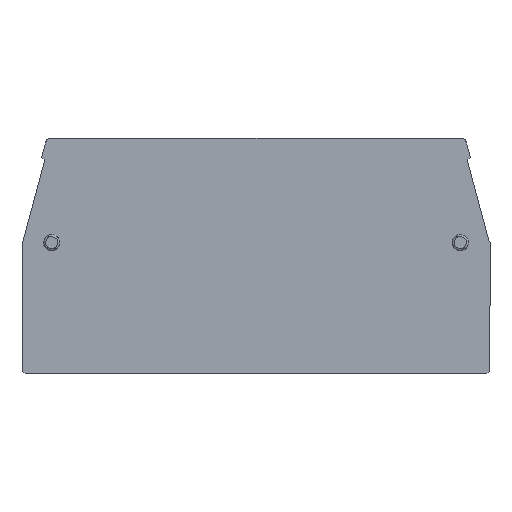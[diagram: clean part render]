
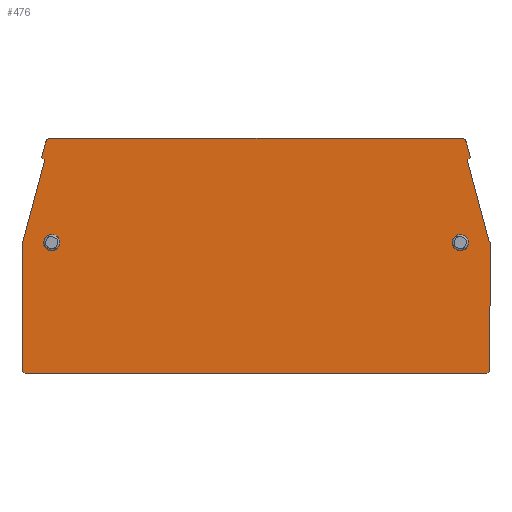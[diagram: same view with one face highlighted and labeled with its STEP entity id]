
A CAD part, left-side view. The second image highlights one B-rep face of the part: STEP entity #476.
In plain terms, the highlighted planar face has unit normal (-1, 0, 0).
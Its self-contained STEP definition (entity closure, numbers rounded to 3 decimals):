
#242=AXIS2_PLACEMENT_3D('Circle Axis2P3D',#240,#241,$) ;
#261=AXIS2_PLACEMENT_3D('Circle Axis2P3D',#259,#260,$) ;
#274=AXIS2_PLACEMENT_3D('Plane Axis2P3D',#271,#272,#273) ;
#287=AXIS2_PLACEMENT_3D('Circle Axis2P3D',#285,#286,$) ;
#301=AXIS2_PLACEMENT_3D('Circle Axis2P3D',#299,#300,$) ;
#329=AXIS2_PLACEMENT_3D('Circle Axis2P3D',#327,#328,$) ;
#343=AXIS2_PLACEMENT_3D('Circle Axis2P3D',#341,#342,$) ;
#371=AXIS2_PLACEMENT_3D('Circle Axis2P3D',#369,#370,$) ;
#385=AXIS2_PLACEMENT_3D('Circle Axis2P3D',#383,#384,$) ;
#413=AXIS2_PLACEMENT_3D('Circle Axis2P3D',#411,#412,$) ;
#427=AXIS2_PLACEMENT_3D('Circle Axis2P3D',#425,#426,$) ;
#456=AXIS2_PLACEMENT_3D('Circle Axis2P3D',#454,#455,$) ;
#465=AXIS2_PLACEMENT_3D('Circle Axis2P3D',#463,#464,$) ;
#237=CARTESIAN_POINT('Vertex',(2.625,3.773,18.143)) ;
#240=CARTESIAN_POINT('Axis2P3D Location',(2.625,4.35,19.2)) ;
#244=CARTESIAN_POINT('Vertex',(2.625,4.927,20.257)) ;
#259=CARTESIAN_POINT('Axis2P3D Location',(2.625,4.35,19.2)) ;
#271=CARTESIAN_POINT('Axis2P3D Location',(2.625,34.25,0.)) ;
#276=CARTESIAN_POINT('Line Origine',(2.625,34.25,34.5)) ;
#280=CARTESIAN_POINT('Vertex',(2.625,4.197,34.5)) ;
#282=CARTESIAN_POINT('Vertex',(2.625,64.303,34.5)) ;
#285=CARTESIAN_POINT('Axis2P3D Location',(2.625,64.303,33.75)) ;
#289=CARTESIAN_POINT('Vertex',(2.625,65.028,33.944)) ;
#292=CARTESIAN_POINT('Line Origine',(2.625,65.317,32.864)) ;
#296=CARTESIAN_POINT('Vertex',(2.625,65.606,31.784)) ;
#299=CARTESIAN_POINT('Axis2P3D Location',(2.625,65.365,31.719)) ;
#303=CARTESIAN_POINT('Vertex',(2.625,65.43,31.478)) ;
#306=CARTESIAN_POINT('Line Origine',(2.625,65.285,31.439)) ;
#310=CARTESIAN_POINT('Vertex',(2.625,65.14,31.4)) ;
#313=CARTESIAN_POINT('Line Origine',(2.625,66.758,25.363)) ;
#317=CARTESIAN_POINT('Vertex',(2.625,68.375,19.326)) ;
#320=CARTESIAN_POINT('Line Origine',(2.625,68.406,19.334)) ;
#324=CARTESIAN_POINT('Vertex',(2.625,68.437,19.343)) ;
#327=CARTESIAN_POINT('Axis2P3D Location',(2.625,68.45,19.294)) ;
#331=CARTESIAN_POINT('Vertex',(2.625,68.5,19.294)) ;
#334=CARTESIAN_POINT('Line Origine',(2.625,68.5,10.022)) ;
#338=CARTESIAN_POINT('Vertex',(2.625,68.5,0.75)) ;
#341=CARTESIAN_POINT('Axis2P3D Location',(2.625,67.75,0.75)) ;
#345=CARTESIAN_POINT('Vertex',(2.625,68.28,0.22)) ;
#348=CARTESIAN_POINT('Line Origine',(2.625,68.17,0.11)) ;
#352=CARTESIAN_POINT('Vertex',(2.625,68.061,0.)) ;
#355=CARTESIAN_POINT('Line Origine',(2.625,34.25,0.)) ;
#359=CARTESIAN_POINT('Vertex',(2.625,0.439,0.)) ;
#362=CARTESIAN_POINT('Line Origine',(2.625,0.33,0.11)) ;
#366=CARTESIAN_POINT('Vertex',(2.625,0.22,0.22)) ;
#369=CARTESIAN_POINT('Axis2P3D Location',(2.625,0.75,0.75)) ;
#373=CARTESIAN_POINT('Vertex',(2.625,0.,0.75)) ;
#376=CARTESIAN_POINT('Line Origine',(2.625,0.,10.022)) ;
#380=CARTESIAN_POINT('Vertex',(2.625,0.,19.294)) ;
#383=CARTESIAN_POINT('Axis2P3D Location',(2.625,0.05,19.294)) ;
#387=CARTESIAN_POINT('Vertex',(2.625,0.063,19.343)) ;
#390=CARTESIAN_POINT('Line Origine',(2.625,0.094,19.334)) ;
#394=CARTESIAN_POINT('Vertex',(2.625,0.125,19.326)) ;
#397=CARTESIAN_POINT('Line Origine',(2.625,1.742,25.363)) ;
#401=CARTESIAN_POINT('Vertex',(2.625,3.36,31.4)) ;
#404=CARTESIAN_POINT('Line Origine',(2.625,3.215,31.439)) ;
#408=CARTESIAN_POINT('Vertex',(2.625,3.07,31.478)) ;
#411=CARTESIAN_POINT('Axis2P3D Location',(2.625,3.135,31.719)) ;
#415=CARTESIAN_POINT('Vertex',(2.625,2.894,31.784)) ;
#418=CARTESIAN_POINT('Line Origine',(2.625,3.183,32.864)) ;
#422=CARTESIAN_POINT('Vertex',(2.625,3.472,33.944)) ;
#425=CARTESIAN_POINT('Axis2P3D Location',(2.625,4.197,33.75)) ;
#454=CARTESIAN_POINT('Axis2P3D Location',(2.625,64.15,19.2)) ;
#458=CARTESIAN_POINT('Vertex',(2.625,64.727,20.257)) ;
#460=CARTESIAN_POINT('Vertex',(2.625,63.573,18.143)) ;
#463=CARTESIAN_POINT('Axis2P3D Location',(2.625,64.15,19.2)) ;
#241=DIRECTION('Axis2P3D Direction',(1.,0.,0.)) ;
#260=DIRECTION('Axis2P3D Direction',(1.,0.,0.)) ;
#272=DIRECTION('Axis2P3D Direction',(1.,0.,0.)) ;
#273=DIRECTION('Axis2P3D XDirection',(0.,1.,0.)) ;
#277=DIRECTION('Vector Direction',(0.,1.,0.)) ;
#286=DIRECTION('Axis2P3D Direction',(1.,0.,0.)) ;
#293=DIRECTION('Vector Direction',(0.,-0.259,0.966)) ;
#300=DIRECTION('Axis2P3D Direction',(1.,0.,0.)) ;
#307=DIRECTION('Vector Direction',(0.,0.966,0.259)) ;
#314=DIRECTION('Vector Direction',(0.,-0.259,0.966)) ;
#321=DIRECTION('Vector Direction',(0.,-0.966,-0.259)) ;
#328=DIRECTION('Axis2P3D Direction',(1.,0.,0.)) ;
#335=DIRECTION('Vector Direction',(0.,0.,1.)) ;
#342=DIRECTION('Axis2P3D Direction',(1.,0.,0.)) ;
#349=DIRECTION('Vector Direction',(0.,0.707,0.707)) ;
#356=DIRECTION('Vector Direction',(0.,1.,0.)) ;
#363=DIRECTION('Vector Direction',(0.,0.707,-0.707)) ;
#370=DIRECTION('Axis2P3D Direction',(1.,0.,0.)) ;
#377=DIRECTION('Vector Direction',(0.,0.,1.)) ;
#384=DIRECTION('Axis2P3D Direction',(1.,0.,0.)) ;
#391=DIRECTION('Vector Direction',(0.,-0.966,0.259)) ;
#398=DIRECTION('Vector Direction',(0.,-0.259,-0.966)) ;
#405=DIRECTION('Vector Direction',(0.,0.966,-0.259)) ;
#412=DIRECTION('Axis2P3D Direction',(1.,0.,0.)) ;
#419=DIRECTION('Vector Direction',(0.,-0.259,-0.966)) ;
#426=DIRECTION('Axis2P3D Direction',(1.,0.,0.)) ;
#455=DIRECTION('Axis2P3D Direction',(1.,0.,0.)) ;
#464=DIRECTION('Axis2P3D Direction',(1.,0.,0.)) ;
#278=VECTOR('Line Direction',#277,1.) ;
#294=VECTOR('Line Direction',#293,1.) ;
#308=VECTOR('Line Direction',#307,1.) ;
#315=VECTOR('Line Direction',#314,1.) ;
#322=VECTOR('Line Direction',#321,1.) ;
#336=VECTOR('Line Direction',#335,1.) ;
#350=VECTOR('Line Direction',#349,1.) ;
#357=VECTOR('Line Direction',#356,1.) ;
#364=VECTOR('Line Direction',#363,1.) ;
#378=VECTOR('Line Direction',#377,1.) ;
#392=VECTOR('Line Direction',#391,1.) ;
#399=VECTOR('Line Direction',#398,1.) ;
#406=VECTOR('Line Direction',#405,1.) ;
#420=VECTOR('Line Direction',#419,1.) ;
#431=ORIENTED_EDGE('',*,*,#284,.T.) ;
#432=ORIENTED_EDGE('',*,*,#291,.T.) ;
#433=ORIENTED_EDGE('',*,*,#298,.T.) ;
#434=ORIENTED_EDGE('',*,*,#305,.T.) ;
#435=ORIENTED_EDGE('',*,*,#312,.T.) ;
#436=ORIENTED_EDGE('',*,*,#319,.T.) ;
#437=ORIENTED_EDGE('',*,*,#326,.T.) ;
#438=ORIENTED_EDGE('',*,*,#333,.T.) ;
#439=ORIENTED_EDGE('',*,*,#340,.T.) ;
#440=ORIENTED_EDGE('',*,*,#347,.T.) ;
#441=ORIENTED_EDGE('',*,*,#354,.T.) ;
#442=ORIENTED_EDGE('',*,*,#361,.T.) ;
#443=ORIENTED_EDGE('',*,*,#368,.T.) ;
#444=ORIENTED_EDGE('',*,*,#375,.T.) ;
#445=ORIENTED_EDGE('',*,*,#382,.T.) ;
#446=ORIENTED_EDGE('',*,*,#389,.T.) ;
#447=ORIENTED_EDGE('',*,*,#396,.T.) ;
#448=ORIENTED_EDGE('',*,*,#403,.T.) ;
#449=ORIENTED_EDGE('',*,*,#410,.T.) ;
#450=ORIENTED_EDGE('',*,*,#417,.T.) ;
#451=ORIENTED_EDGE('',*,*,#424,.T.) ;
#452=ORIENTED_EDGE('',*,*,#429,.T.) ;
#469=ORIENTED_EDGE('',*,*,#462,.F.) ;
#470=ORIENTED_EDGE('',*,*,#467,.F.) ;
#473=ORIENTED_EDGE('',*,*,#263,.F.) ;
#474=ORIENTED_EDGE('',*,*,#246,.F.) ;
#471=FACE_BOUND('',#468,.T.) ;
#475=FACE_BOUND('',#472,.T.) ;
#476=ADVANCED_FACE('Hauptk\X2\00F6\X0\rper',(#453,#471,#475),#275,.F.) ;
#243=CIRCLE('generated circle',#242,1.204) ;
#262=CIRCLE('generated circle',#261,1.204) ;
#288=CIRCLE('generated circle',#287,0.75) ;
#302=CIRCLE('generated circle',#301,0.25) ;
#330=CIRCLE('generated circle',#329,0.05) ;
#344=CIRCLE('generated circle',#343,0.75) ;
#372=CIRCLE('generated circle',#371,0.75) ;
#386=CIRCLE('generated circle',#385,0.05) ;
#414=CIRCLE('generated circle',#413,0.25) ;
#428=CIRCLE('generated circle',#427,0.75) ;
#457=CIRCLE('generated circle',#456,1.204) ;
#466=CIRCLE('generated circle',#465,1.204) ;
#246=EDGE_CURVE('',#238,#245,#243,.F.) ;
#263=EDGE_CURVE('',#245,#238,#262,.F.) ;
#284=EDGE_CURVE('',#281,#283,#279,.T.) ;
#291=EDGE_CURVE('',#283,#290,#288,.F.) ;
#298=EDGE_CURVE('',#290,#297,#295,.F.) ;
#305=EDGE_CURVE('',#297,#304,#302,.F.) ;
#312=EDGE_CURVE('',#304,#311,#309,.F.) ;
#319=EDGE_CURVE('',#311,#318,#316,.F.) ;
#326=EDGE_CURVE('',#318,#325,#323,.F.) ;
#333=EDGE_CURVE('',#325,#332,#330,.F.) ;
#340=EDGE_CURVE('',#332,#339,#337,.F.) ;
#347=EDGE_CURVE('',#339,#346,#344,.F.) ;
#354=EDGE_CURVE('',#346,#353,#351,.F.) ;
#361=EDGE_CURVE('',#353,#360,#358,.F.) ;
#368=EDGE_CURVE('',#360,#367,#365,.F.) ;
#375=EDGE_CURVE('',#367,#374,#372,.F.) ;
#382=EDGE_CURVE('',#374,#381,#379,.T.) ;
#389=EDGE_CURVE('',#381,#388,#386,.F.) ;
#396=EDGE_CURVE('',#388,#395,#393,.F.) ;
#403=EDGE_CURVE('',#395,#402,#400,.F.) ;
#410=EDGE_CURVE('',#402,#409,#407,.F.) ;
#417=EDGE_CURVE('',#409,#416,#414,.F.) ;
#424=EDGE_CURVE('',#416,#423,#421,.F.) ;
#429=EDGE_CURVE('',#423,#281,#428,.F.) ;
#462=EDGE_CURVE('',#459,#461,#457,.F.) ;
#467=EDGE_CURVE('',#461,#459,#466,.F.) ;
#430=EDGE_LOOP('',(#431,#432,#433,#434,#435,#436,#437,#438,#439,#440,#441,#442,#443,#444,#445,#446,#447,#448,#449,#450,#451,#452)) ;
#468=EDGE_LOOP('',(#469,#470)) ;
#472=EDGE_LOOP('',(#473,#474)) ;
#453=FACE_OUTER_BOUND('',#430,.T.) ;
#279=LINE('Line',#276,#278) ;
#295=LINE('Line',#292,#294) ;
#309=LINE('Line',#306,#308) ;
#316=LINE('Line',#313,#315) ;
#323=LINE('Line',#320,#322) ;
#337=LINE('Line',#334,#336) ;
#351=LINE('Line',#348,#350) ;
#358=LINE('Line',#355,#357) ;
#365=LINE('Line',#362,#364) ;
#379=LINE('Line',#376,#378) ;
#393=LINE('Line',#390,#392) ;
#400=LINE('Line',#397,#399) ;
#407=LINE('Line',#404,#406) ;
#421=LINE('Line',#418,#420) ;
#275=PLANE('',#274) ;
#238=VERTEX_POINT('',#237) ;
#245=VERTEX_POINT('',#244) ;
#281=VERTEX_POINT('',#280) ;
#283=VERTEX_POINT('',#282) ;
#290=VERTEX_POINT('',#289) ;
#297=VERTEX_POINT('',#296) ;
#304=VERTEX_POINT('',#303) ;
#311=VERTEX_POINT('',#310) ;
#318=VERTEX_POINT('',#317) ;
#325=VERTEX_POINT('',#324) ;
#332=VERTEX_POINT('',#331) ;
#339=VERTEX_POINT('',#338) ;
#346=VERTEX_POINT('',#345) ;
#353=VERTEX_POINT('',#352) ;
#360=VERTEX_POINT('',#359) ;
#367=VERTEX_POINT('',#366) ;
#374=VERTEX_POINT('',#373) ;
#381=VERTEX_POINT('',#380) ;
#388=VERTEX_POINT('',#387) ;
#395=VERTEX_POINT('',#394) ;
#402=VERTEX_POINT('',#401) ;
#409=VERTEX_POINT('',#408) ;
#416=VERTEX_POINT('',#415) ;
#423=VERTEX_POINT('',#422) ;
#459=VERTEX_POINT('',#458) ;
#461=VERTEX_POINT('',#460) ;
